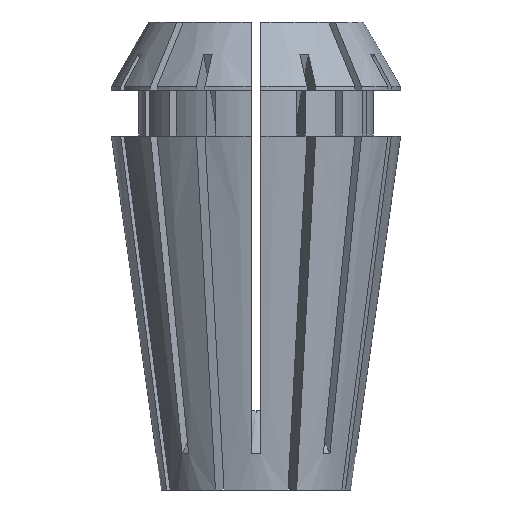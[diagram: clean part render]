
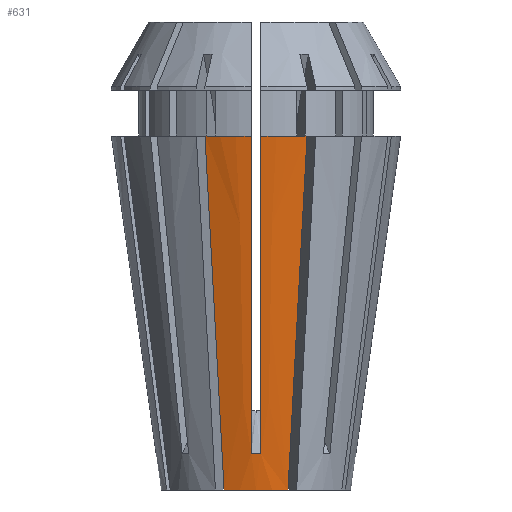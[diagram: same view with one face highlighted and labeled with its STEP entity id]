
A CAD part, left-side view. The second image highlights one B-rep face of the part: STEP entity #631.
In plain terms, the highlighted conical face has half-angle 8 degrees and reference radius 5.577 mm.
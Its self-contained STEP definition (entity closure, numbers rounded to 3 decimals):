
#38 = B_SPLINE_CURVE_WITH_KNOTS ( 'NONE', 3,
 ( #2088, #5320, #4537, #2134, #4956, #904, #838 ),
 .UNSPECIFIED., .F., .F.,
 ( 4, 3, 4 ),
 ( 0.034, 0.043, 0.052 ),
 .UNSPECIFIED. ) ;
#166 = CARTESIAN_POINT ( 'NONE',  ( -6.034, -2.202, 6.022 ) ) ;
#235 = CARTESIAN_POINT ( 'NONE',  ( -5.512, -1.986, 2.007 ) ) ;
#287 = CARTESIAN_POINT ( 'NONE',  ( -5.773, 2.094, 4.015 ) ) ;
#361 = CARTESIAN_POINT ( 'NONE',  ( -8.496, -0.275, 20.8 ) ) ;
#478 = CARTESIAN_POINT ( 'NONE',  ( -5.872, 0.275, 2.146 ) ) ;
#491 = CARTESIAN_POINT ( 'NONE',  ( -7.954, 2.997, 20.8 ) ) ;
#507 = DIRECTION ( 'NONE',  ( 0., 0., -1. ) ) ;
#510 = EDGE_CURVE ( 'NONE', #2698, #2935, #5202, .T. ) ;
#522 = CARTESIAN_POINT ( 'NONE',  ( 0., 0., 20.8 ) ) ;
#544 = CARTESIAN_POINT ( 'NONE',  ( -5.252, 1.878, 0. ) ) ;
#553 = AXIS2_PLACEMENT_3D ( 'NONE', #733, #4892, #2870 ) ;
#589 = EDGE_CURVE ( 'NONE', #1080, #2935, #2346, .T. ) ;
#631 = ADVANCED_FACE ( 'NONE', ( #3700 ), #3034, .T. ) ;
#633 = ORIENTED_EDGE ( 'NONE', *, *, #4781, .T. ) ;
#659 = CARTESIAN_POINT ( 'NONE',  ( -6.674, -2.467, 10.948 ) ) ;
#673 = CARTESIAN_POINT ( 'NONE',  ( -5.879, 0.092, 2.135 ) ) ;
#733 = CARTESIAN_POINT ( 'NONE',  ( 0., 0., 0. ) ) ;
#778 = B_SPLINE_CURVE_WITH_KNOTS ( 'NONE', 3,
 ( #1023, #1451, #894, #2225, #287, #4947, #3778 ),
 .UNSPECIFIED., .F., .F.,
 ( 4, 3, 4 ),
 ( 0., 0.015, 0.021 ),
 .UNSPECIFIED. ) ;
#832 = CARTESIAN_POINT ( 'NONE',  ( -5.872, 0.275, 2.146 ) ) ;
#838 = CARTESIAN_POINT ( 'NONE',  ( -5.872, 0.275, 2.146 ) ) ;
#893 = AXIS2_PLACEMENT_3D ( 'NONE', #522, #507, #3406 ) ;
#894 = CARTESIAN_POINT ( 'NONE',  ( -6.674, 2.467, 10.948 ) ) ;
#904 = CARTESIAN_POINT ( 'NONE',  ( -6.31, 0.275, 5.259 ) ) ;
#1023 = CARTESIAN_POINT ( 'NONE',  ( -7.954, 2.997, 20.8 ) ) ;
#1047 = EDGE_LOOP ( 'NONE', ( #3844, #4483, #2620, #2560, #633, #3837, #4010, #3123 ) ) ;
#1080 = VERTEX_POINT ( 'NONE', #832 ) ;
#1096 = VERTEX_POINT ( 'NONE', #4473 ) ;
#1108 = CARTESIAN_POINT ( 'NONE',  ( -6.748, -0.275, 8.372 ) ) ;
#1110 = CARTESIAN_POINT ( 'NONE',  ( -8.496, -0.275, 20.8 ) ) ;
#1111 = CARTESIAN_POINT ( 'NONE',  ( 0., 0., 0. ) ) ;
#1144 = CARTESIAN_POINT ( 'NONE',  ( -8.059, -0.275, 17.695 ) ) ;
#1374 = EDGE_CURVE ( 'NONE', #5246, #4703, #778, .T. ) ;
#1451 = CARTESIAN_POINT ( 'NONE',  ( -7.314, 2.732, 15.874 ) ) ;
#1491 = DIRECTION ( 'NONE',  ( -1., 0., 0. ) ) ;
#1502 = CARTESIAN_POINT ( 'NONE',  ( -5.879, -0.092, 2.135 ) ) ;
#1527 = AXIS2_PLACEMENT_3D ( 'NONE', #1111, #3577, #1491 ) ;
#1896 = EDGE_CURVE ( 'NONE', #1096, #4969, #3247, .T. ) ;
#1954 = EDGE_CURVE ( 'NONE', #4969, #4703, #1955, .T. ) ;
#1955 = CIRCLE ( 'NONE', #1527, 5.577 ) ;
#1974 = VERTEX_POINT ( 'NONE', #2738 ) ;
#2088 = CARTESIAN_POINT ( 'NONE',  ( -8.496, 0.275, 20.8 ) ) ;
#2090 = AXIS2_PLACEMENT_3D ( 'NONE', #2196, #2988, #3028 ) ;
#2134 = CARTESIAN_POINT ( 'NONE',  ( -7.186, 0.275, 11.485 ) ) ;
#2196 = CARTESIAN_POINT ( 'NONE',  ( 0., 0., 20.8 ) ) ;
#2225 = CARTESIAN_POINT ( 'NONE',  ( -6.034, 2.202, 6.022 ) ) ;
#2295 = CARTESIAN_POINT ( 'NONE',  ( -7.954, -2.997, 20.8 ) ) ;
#2346 = B_SPLINE_CURVE_WITH_KNOTS ( 'NONE', 3,
 ( #478, #673, #1502, #3565 ),
 .UNSPECIFIED., .F., .F.,
 ( 4, 4 ),
 ( 0., 0.001 ),
 .UNSPECIFIED. ) ;
#2400 = CARTESIAN_POINT ( 'NONE',  ( -5.872, -0.275, 2.146 ) ) ;
#2560 = ORIENTED_EDGE ( 'NONE', *, *, #1896, .F. ) ;
#2620 = ORIENTED_EDGE ( 'NONE', *, *, #1954, .F. ) ;
#2698 = VERTEX_POINT ( 'NONE', #1110 ) ;
#2700 = CARTESIAN_POINT ( 'NONE',  ( -7.314, -2.732, 15.874 ) ) ;
#2738 = CARTESIAN_POINT ( 'NONE',  ( -8.496, 0.275, 20.8 ) ) ;
#2870 = DIRECTION ( 'NONE',  ( 1., 0., 0. ) ) ;
#2935 = VERTEX_POINT ( 'NONE', #2400 ) ;
#2988 = DIRECTION ( 'NONE',  ( 0., 0., -1. ) ) ;
#3028 = DIRECTION ( 'NONE',  ( -1., 0., 0. ) ) ;
#3034 = CONICAL_SURFACE ( 'NONE', #553, 5.577, 0.14 ) ;
#3123 = ORIENTED_EDGE ( 'NONE', *, *, #3995, .F. ) ;
#3247 = B_SPLINE_CURVE_WITH_KNOTS ( 'NONE', 3,
 ( #2295, #2700, #659, #166, #5107, #235, #3921 ),
 .UNSPECIFIED., .F., .F.,
 ( 4, 3, 4 ),
 ( 0., 0.015, 0.021 ),
 .UNSPECIFIED. ) ;
#3406 = DIRECTION ( 'NONE',  ( -1., 0., 0. ) ) ;
#3565 = CARTESIAN_POINT ( 'NONE',  ( -5.872, -0.275, 2.146 ) ) ;
#3577 = DIRECTION ( 'NONE',  ( 0., 0., -1. ) ) ;
#3700 = FACE_OUTER_BOUND ( 'NONE', #1047, .T. ) ;
#3778 = CARTESIAN_POINT ( 'NONE',  ( -5.252, 1.878, 0. ) ) ;
#3837 = ORIENTED_EDGE ( 'NONE', *, *, #510, .T. ) ;
#3844 = ORIENTED_EDGE ( 'NONE', *, *, #4693, .T. ) ;
#3921 = CARTESIAN_POINT ( 'NONE',  ( -5.252, -1.878, 0. ) ) ;
#3987 = CARTESIAN_POINT ( 'NONE',  ( -7.623, -0.275, 14.59 ) ) ;
#3995 = EDGE_CURVE ( 'NONE', #1974, #1080, #38, .T. ) ;
#4009 = CARTESIAN_POINT ( 'NONE',  ( -7.186, -0.275, 11.485 ) ) ;
#4010 = ORIENTED_EDGE ( 'NONE', *, *, #589, .F. ) ;
#4438 = CARTESIAN_POINT ( 'NONE',  ( -6.31, -0.275, 5.259 ) ) ;
#4473 = CARTESIAN_POINT ( 'NONE',  ( -7.954, -2.997, 20.8 ) ) ;
#4483 = ORIENTED_EDGE ( 'NONE', *, *, #1374, .T. ) ;
#4498 = CIRCLE ( 'NONE', #2090, 8.5 ) ;
#4537 = CARTESIAN_POINT ( 'NONE',  ( -7.623, 0.275, 14.59 ) ) ;
#4693 = EDGE_CURVE ( 'NONE', #1974, #5246, #4498, .T. ) ;
#4703 = VERTEX_POINT ( 'NONE', #544 ) ;
#4729 = CIRCLE ( 'NONE', #893, 8.5 ) ;
#4781 = EDGE_CURVE ( 'NONE', #1096, #2698, #4729, .T. ) ;
#4892 = DIRECTION ( 'NONE',  ( 0., 0., 1. ) ) ;
#4947 = CARTESIAN_POINT ( 'NONE',  ( -5.512, 1.986, 2.007 ) ) ;
#4956 = CARTESIAN_POINT ( 'NONE',  ( -6.748, 0.275, 8.372 ) ) ;
#4969 = VERTEX_POINT ( 'NONE', #5292 ) ;
#5107 = CARTESIAN_POINT ( 'NONE',  ( -5.773, -2.094, 4.015 ) ) ;
#5202 = B_SPLINE_CURVE_WITH_KNOTS ( 'NONE', 3,
 ( #361, #1144, #3987, #4009, #1108, #4438, #5234 ),
 .UNSPECIFIED., .F., .F.,
 ( 4, 3, 4 ),
 ( 0.034, 0.043, 0.052 ),
 .UNSPECIFIED. ) ;
#5234 = CARTESIAN_POINT ( 'NONE',  ( -5.872, -0.275, 2.146 ) ) ;
#5246 = VERTEX_POINT ( 'NONE', #491 ) ;
#5292 = CARTESIAN_POINT ( 'NONE',  ( -5.252, -1.878, 0. ) ) ;
#5320 = CARTESIAN_POINT ( 'NONE',  ( -8.059, 0.275, 17.695 ) ) ;
